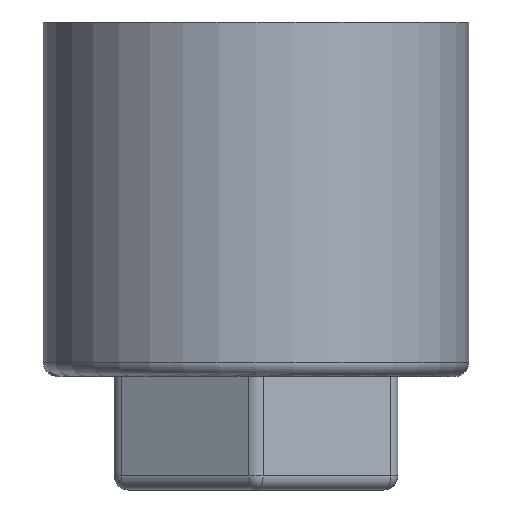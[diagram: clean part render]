
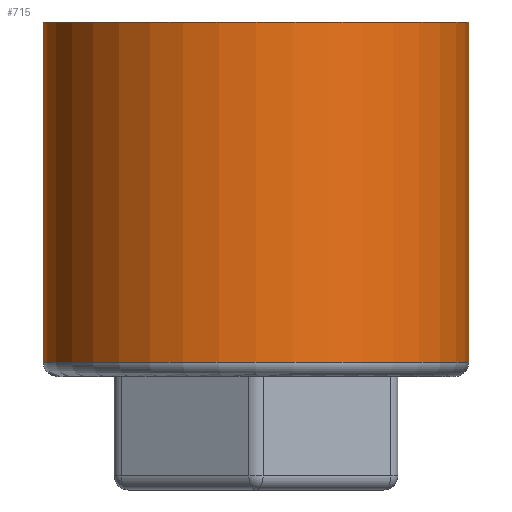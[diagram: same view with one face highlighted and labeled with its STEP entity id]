
A CAD part, front view. The second image highlights one B-rep face of the part: STEP entity #715.
In plain terms, the highlighted cylindrical face has radius 15 mm (diameter 30 mm), a full revolution.
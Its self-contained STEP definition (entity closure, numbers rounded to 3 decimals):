
#624=CARTESIAN_POINT('',(15.,0.,1.));
#625=VERTEX_POINT('',#624);
#626=CARTESIAN_POINT('',(-15.,0.,1.));
#627=VERTEX_POINT('',#626);
#628=CARTESIAN_POINT('',(0.,0.,1.));
#629=DIRECTION('',(1.,0.,0.));
#630=DIRECTION('',(-0.,0.,-1.));
#631=AXIS2_PLACEMENT_3D('',#628,#630,#629);
#632=CIRCLE('',#631,15.);
#633=EDGE_CURVE('',#625,#627,#632,.T.);
#635=CARTESIAN_POINT('',(4.635,14.266,1.));
#636=VERTEX_POINT('',#635);
#637=CARTESIAN_POINT('',(0.,0.,1.));
#638=DIRECTION('',(-1.,0.,0.));
#639=DIRECTION('',(0.,0.,-1.));
#640=AXIS2_PLACEMENT_3D('',#637,#639,#638);
#641=CIRCLE('',#640,15.);
#642=EDGE_CURVE('',#627,#636,#641,.T.);
#670=CARTESIAN_POINT('',(0.,0.,1.));
#671=DIRECTION('',(0.309,0.951,0.));
#672=DIRECTION('',(0.,0.,-1.));
#673=AXIS2_PLACEMENT_3D('',#670,#672,#671);
#674=CIRCLE('',#673,15.);
#675=EDGE_CURVE('',#636,#625,#674,.T.);
#680=CARTESIAN_POINT('',(0.,0.,1.));
#681=DIRECTION('',(-1.,0.,0.));
#682=DIRECTION('',(0.,0.,1.));
#683=AXIS2_PLACEMENT_3D('',#680,#682,#681);
#684=CYLINDRICAL_SURFACE('',#683,15.);
#685=CARTESIAN_POINT('',(15.,0.,25.));
#686=VERTEX_POINT('',#685);
#687=CARTESIAN_POINT('',(-15.,0.,25.));
#688=VERTEX_POINT('',#687);
#689=CARTESIAN_POINT('',(0.,0.,25.));
#690=DIRECTION('',(1.,0.,0.));
#691=DIRECTION('',(0.,0.,-1.));
#692=AXIS2_PLACEMENT_3D('',#689,#691,#690);
#693=CIRCLE('',#692,15.);
#694=EDGE_CURVE('',#686,#688,#693,.T.);
#695=ORIENTED_EDGE('E58',*,*,#694,.T.);
#696=CARTESIAN_POINT('',(-15.,0.,25.));
#697=DIRECTION('',(0.,0.,-1.));
#698=VECTOR('',#697,24.);
#699=LINE('',#696,#698);
#700=EDGE_CURVE('',#688,#627,#699,.T.);
#701=ORIENTED_EDGE('E59',*,*,#700,.T.);
#702=ORIENTED_EDGE('E59',*,*,#633,.F.);
#703=ORIENTED_EDGE('E59',*,*,#675,.F.);
#704=ORIENTED_EDGE('E59',*,*,#642,.F.);
#705=ORIENTED_EDGE('E59',*,*,#700,.F.);
#706=CARTESIAN_POINT('',(0.,0.,25.));
#707=DIRECTION('',(-1.,0.,0.));
#708=DIRECTION('',(0.,0.,-1.));
#709=AXIS2_PLACEMENT_3D('',#706,#708,#707);
#710=CIRCLE('',#709,15.);
#711=EDGE_CURVE('',#688,#686,#710,.T.);
#712=ORIENTED_EDGE('E60',*,*,#711,.T.);
#713=EDGE_LOOP('',(#695,#701,#702,#703,#704,#705,#712));
#714=FACE_OUTER_BOUND('',#713,.T.);
#715=ADVANCED_FACE('F24',(#714),#684,.T.);
